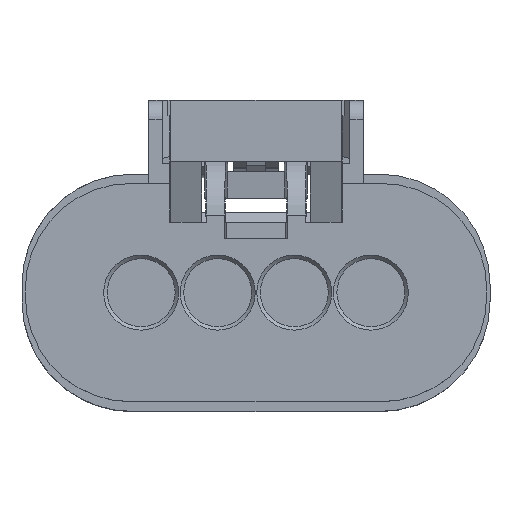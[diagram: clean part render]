
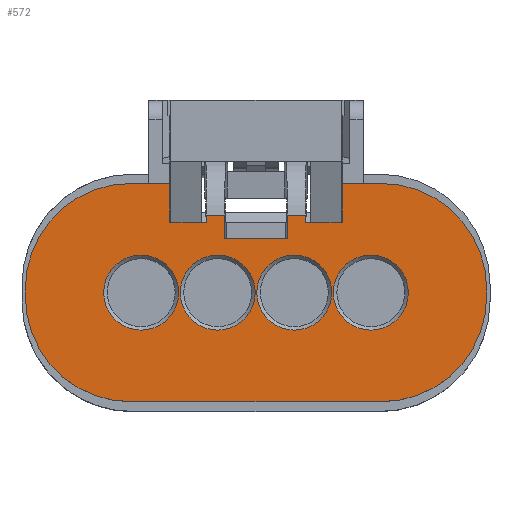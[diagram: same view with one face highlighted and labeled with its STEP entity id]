
A CAD part, top view. The second image highlights one B-rep face of the part: STEP entity #572.
In plain terms, the highlighted planar face has unit normal (0, 0, 1).
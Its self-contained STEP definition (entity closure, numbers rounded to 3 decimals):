
#50=FACE_BOUND('',#1805,.T.);
#51=FACE_BOUND('',#1806,.T.);
#52=FACE_BOUND('',#1807,.T.);
#53=FACE_BOUND('',#1808,.T.);
#54=FACE_BOUND('',#1809,.T.);
#249=CIRCLE('',#9056,5.5);
#251=CIRCLE('',#9060,5.5);
#254=CIRCLE('',#9065,5.5);
#256=CIRCLE('',#9069,5.5);
#271=CIRCLE('',#9133,1.96);
#272=CIRCLE('',#9134,1.96);
#273=CIRCLE('',#9135,1.96);
#274=CIRCLE('',#9136,1.96);
#572=ADVANCED_FACE('',(#50,#51,#52,#53,#54),#966,.T.);
#966=PLANE('',#9137);
#1805=EDGE_LOOP('',(#3196));
#1806=EDGE_LOOP('',(#3197));
#1807=EDGE_LOOP('',(#3198));
#1808=EDGE_LOOP('',(#3199));
#1809=EDGE_LOOP('',(#3200,#3201,#3202,#3203,#3204,#3205,#3206,#3207,#3208,
#3209,#3210,#3211,#3212,#3213,#3214,#3215,#3216,#3217,#3218,#3219));
#3196=ORIENTED_EDGE('',*,*,#6148,.T.);
#3197=ORIENTED_EDGE('',*,*,#6149,.T.);
#3198=ORIENTED_EDGE('',*,*,#6150,.T.);
#3199=ORIENTED_EDGE('',*,*,#6151,.T.);
#3200=ORIENTED_EDGE('',*,*,#6012,.F.);
#3201=ORIENTED_EDGE('',*,*,#6010,.T.);
#3202=ORIENTED_EDGE('',*,*,#6006,.T.);
#3203=ORIENTED_EDGE('',*,*,#6002,.T.);
#3204=ORIENTED_EDGE('',*,*,#5999,.T.);
#3205=ORIENTED_EDGE('',*,*,#5998,.T.);
#3206=ORIENTED_EDGE('',*,*,#5993,.T.);
#3207=ORIENTED_EDGE('',*,*,#5991,.T.);
#3208=ORIENTED_EDGE('',*,*,#6088,.F.);
#3209=ORIENTED_EDGE('',*,*,#6152,.F.);
#3210=ORIENTED_EDGE('',*,*,#6153,.T.);
#3211=ORIENTED_EDGE('',*,*,#6154,.T.);
#3212=ORIENTED_EDGE('',*,*,#6155,.F.);
#3213=ORIENTED_EDGE('',*,*,#6137,.F.);
#3214=ORIENTED_EDGE('',*,*,#6156,.T.);
#3215=ORIENTED_EDGE('',*,*,#6157,.F.);
#3216=ORIENTED_EDGE('',*,*,#6158,.F.);
#3217=ORIENTED_EDGE('',*,*,#6159,.F.);
#3218=ORIENTED_EDGE('',*,*,#6090,.F.);
#3219=ORIENTED_EDGE('',*,*,#5986,.T.);
#5013=VERTEX_POINT('',#13304);
#5014=VERTEX_POINT('',#13306);
#5018=VERTEX_POINT('',#13315);
#5019=VERTEX_POINT('',#13317);
#5020=VERTEX_POINT('',#13321);
#5022=VERTEX_POINT('',#13327);
#5024=VERTEX_POINT('',#13333);
#5026=VERTEX_POINT('',#13339);
#5029=VERTEX_POINT('',#13347);
#5031=VERTEX_POINT('',#13352);
#5088=VERTEX_POINT('',#13513);
#5090=VERTEX_POINT('',#13519);
#5114=VERTEX_POINT('',#14254);
#5115=VERTEX_POINT('',#14255);
#5124=VERTEX_POINT('',#14278);
#5125=VERTEX_POINT('',#14280);
#5126=VERTEX_POINT('',#14282);
#5127=VERTEX_POINT('',#14284);
#5128=VERTEX_POINT('',#14286);
#5129=VERTEX_POINT('',#14288);
#5130=VERTEX_POINT('',#14290);
#5131=VERTEX_POINT('',#14293);
#5132=VERTEX_POINT('',#14295);
#5133=VERTEX_POINT('',#14297);
#5986=EDGE_CURVE('',#5014,#5013,#7164,.T.);
#5991=EDGE_CURVE('',#5019,#5018,#7169,.T.);
#5993=EDGE_CURVE('',#5020,#5019,#249,.T.);
#5998=EDGE_CURVE('',#5022,#5020,#7174,.T.);
#5999=EDGE_CURVE('',#5024,#5022,#251,.T.);
#6002=EDGE_CURVE('',#5026,#5024,#7176,.T.);
#6006=EDGE_CURVE('',#5029,#5026,#254,.T.);
#6010=EDGE_CURVE('',#5031,#5029,#7182,.T.);
#6012=EDGE_CURVE('',#5031,#5013,#256,.T.);
#6088=EDGE_CURVE('',#5088,#5018,#7245,.T.);
#6090=EDGE_CURVE('',#5014,#5090,#7247,.T.);
#6137=EDGE_CURVE('',#5114,#5115,#7288,.T.);
#6148=EDGE_CURVE('',#5124,#5124,#271,.T.);
#6149=EDGE_CURVE('',#5125,#5125,#272,.T.);
#6150=EDGE_CURVE('',#5126,#5126,#273,.T.);
#6151=EDGE_CURVE('',#5127,#5127,#274,.T.);
#6152=EDGE_CURVE('',#5128,#5088,#7297,.T.);
#6153=EDGE_CURVE('',#5128,#5129,#7298,.T.);
#6154=EDGE_CURVE('',#5129,#5130,#7299,.T.);
#6155=EDGE_CURVE('',#5115,#5130,#7300,.T.);
#6156=EDGE_CURVE('',#5114,#5131,#7301,.T.);
#6157=EDGE_CURVE('',#5132,#5131,#7302,.T.);
#6158=EDGE_CURVE('',#5133,#5132,#7303,.T.);
#6159=EDGE_CURVE('',#5090,#5133,#7304,.T.);
#7164=LINE('',#13305,#8226);
#7169=LINE('',#13316,#8231);
#7174=LINE('',#13330,#8236);
#7176=LINE('',#13338,#8238);
#7182=LINE('',#13354,#8244);
#7245=LINE('',#13515,#8307);
#7247=LINE('',#13518,#8309);
#7288=LINE('',#14253,#8350);
#7297=LINE('',#14285,#8359);
#7298=LINE('',#14287,#8360);
#7299=LINE('',#14289,#8361);
#7300=LINE('',#14291,#8362);
#7301=LINE('',#14292,#8363);
#7302=LINE('',#14294,#8364);
#7303=LINE('',#14296,#8365);
#7304=LINE('',#14298,#8366);
#8226=VECTOR('',#10279,1.);
#8231=VECTOR('',#10286,1.);
#8236=VECTOR('',#10299,1.);
#8238=VECTOR('',#10309,1.);
#8244=VECTOR('',#10323,1.);
#8307=VECTOR('',#10466,1.);
#8309=VECTOR('',#10470,1.);
#8350=VECTOR('',#10551,1.);
#8359=VECTOR('',#10578,1.);
#8360=VECTOR('',#10579,1.);
#8361=VECTOR('',#10580,1.);
#8362=VECTOR('',#10581,1.);
#8363=VECTOR('',#10582,1.);
#8364=VECTOR('',#10583,1.);
#8365=VECTOR('',#10584,1.);
#8366=VECTOR('',#10585,1.);
#9056=AXIS2_PLACEMENT_3D('',#13320,#10290,#10291);
#9060=AXIS2_PLACEMENT_3D('',#13332,#10302,#10303);
#9065=AXIS2_PLACEMENT_3D('',#13346,#10316,#10317);
#9069=AXIS2_PLACEMENT_3D('',#13357,#10328,#10329);
#9133=AXIS2_PLACEMENT_3D('',#14277,#10570,#10571);
#9134=AXIS2_PLACEMENT_3D('',#14279,#10572,#10573);
#9135=AXIS2_PLACEMENT_3D('',#14281,#10574,#10575);
#9136=AXIS2_PLACEMENT_3D('',#14283,#10576,#10577);
#9137=AXIS2_PLACEMENT_3D('',#14299,#10586,#10587);
#10279=DIRECTION('',(-1.,0.,0.));
#10286=DIRECTION('',(-1.,0.,0.));
#10290=DIRECTION('',(0.,0.,1.));
#10291=DIRECTION('',(1.,0.,0.));
#10299=DIRECTION('',(0.,1.,0.));
#10302=DIRECTION('',(0.,0.,1.));
#10303=DIRECTION('',(1.,0.,0.));
#10309=DIRECTION('',(1.,0.,0.));
#10316=DIRECTION('',(0.,0.,1.));
#10317=DIRECTION('',(1.,0.,0.));
#10323=DIRECTION('',(0.,-1.,0.));
#10328=DIRECTION('',(0.,0.,-1.));
#10329=DIRECTION('',(1.,0.,0.));
#10466=DIRECTION('',(0.,1.,0.));
#10470=DIRECTION('',(0.,-1.,0.));
#10551=DIRECTION('',(1.,0.,0.));
#10570=DIRECTION('',(0.,0.,-1.));
#10571=DIRECTION('',(1.,0.,0.));
#10572=DIRECTION('',(0.,0.,-1.));
#10573=DIRECTION('',(1.,0.,0.));
#10574=DIRECTION('',(0.,0.,-1.));
#10575=DIRECTION('',(1.,0.,0.));
#10576=DIRECTION('',(0.,0.,-1.));
#10577=DIRECTION('',(1.,0.,0.));
#10578=DIRECTION('',(1.,0.,0.));
#10579=DIRECTION('',(0.,1.,0.));
#10580=DIRECTION('',(-1.,0.,0.));
#10581=DIRECTION('',(0.,1.,0.));
#10582=DIRECTION('',(0.,1.,0.));
#10583=DIRECTION('',(1.,0.,0.));
#10584=DIRECTION('',(0.,1.,0.));
#10585=DIRECTION('',(1.,0.,0.));
#10586=DIRECTION('',(0.,0.,1.));
#10587=DIRECTION('',(-1.,0.,0.));
#13304=CARTESIAN_POINT('',(-6.55,5.7,25.4));
#13305=CARTESIAN_POINT('',(-3.435,5.7,25.4));
#13306=CARTESIAN_POINT('',(-4.5,5.7,25.4));
#13315=CARTESIAN_POINT('',(4.5,5.7,25.4));
#13316=CARTESIAN_POINT('',(-1.4,5.7,25.4));
#13317=CARTESIAN_POINT('',(6.55,5.7,25.4));
#13320=CARTESIAN_POINT('',(6.55,0.2,25.4));
#13321=CARTESIAN_POINT('',(12.05,0.2,25.4));
#13327=CARTESIAN_POINT('',(12.05,-0.2,25.4));
#13330=CARTESIAN_POINT('',(12.05,-1.7,25.4));
#13332=CARTESIAN_POINT('',(6.55,-0.2,25.4));
#13333=CARTESIAN_POINT('',(6.55,-5.7,25.4));
#13338=CARTESIAN_POINT('',(-3.435,-5.7,25.4));
#13339=CARTESIAN_POINT('',(-6.55,-5.7,25.4));
#13346=CARTESIAN_POINT('',(-6.55,-0.2,25.4));
#13347=CARTESIAN_POINT('',(-12.05,-0.2,25.4));
#13352=CARTESIAN_POINT('',(-12.05,0.2,25.4));
#13354=CARTESIAN_POINT('',(-12.05,0.6,25.4));
#13357=CARTESIAN_POINT('',(-6.55,0.2,25.4));
#13513=CARTESIAN_POINT('',(4.5,3.675,25.4));
#13515=CARTESIAN_POINT('',(4.5,0.,25.4));
#13518=CARTESIAN_POINT('',(-4.5,0.,25.4));
#13519=CARTESIAN_POINT('',(-4.5,3.675,25.4));
#14253=CARTESIAN_POINT('',(-4.,2.825,25.4));
#14254=CARTESIAN_POINT('',(-1.626,2.825,25.4));
#14255=CARTESIAN_POINT('',(1.626,2.825,25.4));
#14277=CARTESIAN_POINT('',(6.,0.,25.4));
#14278=CARTESIAN_POINT('',(7.96,0.,25.4));
#14279=CARTESIAN_POINT('',(2.,0.,25.4));
#14280=CARTESIAN_POINT('',(3.96,0.,25.4));
#14281=CARTESIAN_POINT('',(-2.,0.,25.4));
#14282=CARTESIAN_POINT('',(-0.04,0.,25.4));
#14283=CARTESIAN_POINT('',(-6.,0.,25.4));
#14284=CARTESIAN_POINT('',(-4.04,0.,25.4));
#14285=CARTESIAN_POINT('',(-4.,3.675,25.4));
#14286=CARTESIAN_POINT('',(2.596,3.675,25.4));
#14287=CARTESIAN_POINT('',(2.596,3.6,25.4));
#14288=CARTESIAN_POINT('',(2.596,4.05,25.4));
#14289=CARTESIAN_POINT('',(-3.,4.05,25.4));
#14290=CARTESIAN_POINT('',(1.626,4.05,25.4));
#14291=CARTESIAN_POINT('',(1.626,0.,25.4));
#14292=CARTESIAN_POINT('',(-1.626,3.575,25.4));
#14293=CARTESIAN_POINT('',(-1.626,4.05,25.4));
#14294=CARTESIAN_POINT('',(-3.,4.05,25.4));
#14295=CARTESIAN_POINT('',(-2.596,4.05,25.4));
#14296=CARTESIAN_POINT('',(-2.596,0.,25.4));
#14297=CARTESIAN_POINT('',(-2.596,3.675,25.4));
#14298=CARTESIAN_POINT('',(-0.035,3.675,25.4));
#14299=CARTESIAN_POINT('',(-0.035,0.,25.4));
